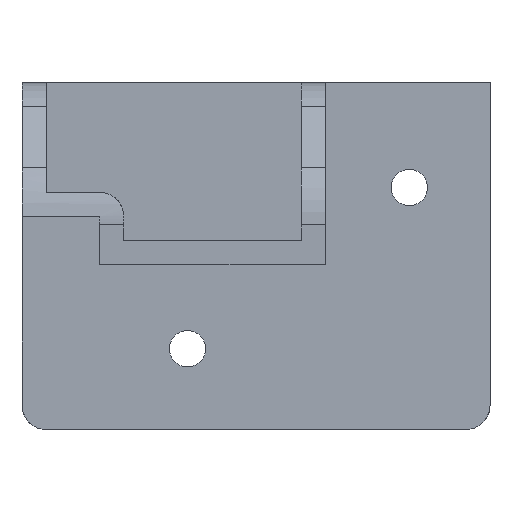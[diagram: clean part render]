
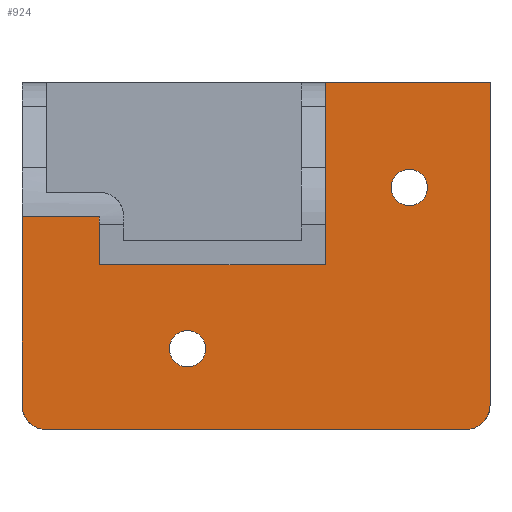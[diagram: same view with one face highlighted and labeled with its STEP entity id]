
A CAD part, front view. The second image highlights one B-rep face of the part: STEP entity #924.
In plain terms, the highlighted planar face has unit normal (0, -1, 0).
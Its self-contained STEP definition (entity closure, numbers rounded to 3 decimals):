
#15=FACE_BOUND('',#107,.T.);
#16=FACE_BOUND('',#108,.T.);
#32=PLANE('',#997);
#60=FACE_OUTER_BOUND('',#106,.T.);
#106=EDGE_LOOP('',(#644,#645,#646,#647,#648,#649,#650,#651,#652,#653));
#107=EDGE_LOOP('',(#654));
#108=EDGE_LOOP('',(#655));
#170=CIRCLE('',#996,3.);
#171=CIRCLE('',#998,3.);
#172=CIRCLE('',#999,2.25);
#173=CIRCLE('',#1000,2.25);
#225=LINE('',#1421,#309);
#226=LINE('',#1425,#310);
#227=LINE('',#1427,#311);
#228=LINE('',#1429,#312);
#229=LINE('',#1431,#313);
#230=LINE('',#1433,#314);
#231=LINE('',#1435,#315);
#232=LINE('',#1436,#316);
#309=VECTOR('',#1119,10.);
#310=VECTOR('',#1122,10.);
#311=VECTOR('',#1123,10.);
#312=VECTOR('',#1124,10.);
#313=VECTOR('',#1125,10.);
#314=VECTOR('',#1126,10.);
#315=VECTOR('',#1127,10.);
#316=VECTOR('',#1128,10.);
#402=VERTEX_POINT('',#1405);
#403=VERTEX_POINT('',#1407);
#405=VERTEX_POINT('',#1420);
#406=VERTEX_POINT('',#1422);
#407=VERTEX_POINT('',#1424);
#408=VERTEX_POINT('',#1426);
#409=VERTEX_POINT('',#1428);
#410=VERTEX_POINT('',#1430);
#411=VERTEX_POINT('',#1432);
#412=VERTEX_POINT('',#1434);
#413=VERTEX_POINT('',#1437);
#414=VERTEX_POINT('',#1439);
#499=EDGE_CURVE('',#402,#403,#170,.T.);
#502=EDGE_CURVE('',#402,#405,#225,.T.);
#503=EDGE_CURVE('',#406,#405,#171,.T.);
#504=EDGE_CURVE('',#406,#407,#226,.T.);
#505=EDGE_CURVE('',#407,#408,#227,.T.);
#506=EDGE_CURVE('',#408,#409,#228,.T.);
#507=EDGE_CURVE('',#409,#410,#229,.T.);
#508=EDGE_CURVE('',#410,#411,#230,.T.);
#509=EDGE_CURVE('',#411,#412,#231,.T.);
#510=EDGE_CURVE('',#412,#403,#232,.T.);
#511=EDGE_CURVE('',#413,#413,#172,.T.);
#512=EDGE_CURVE('',#414,#414,#173,.T.);
#644=ORIENTED_EDGE('',*,*,#499,.F.);
#645=ORIENTED_EDGE('',*,*,#502,.T.);
#646=ORIENTED_EDGE('',*,*,#503,.F.);
#647=ORIENTED_EDGE('',*,*,#504,.T.);
#648=ORIENTED_EDGE('',*,*,#505,.T.);
#649=ORIENTED_EDGE('',*,*,#506,.T.);
#650=ORIENTED_EDGE('',*,*,#507,.T.);
#651=ORIENTED_EDGE('',*,*,#508,.T.);
#652=ORIENTED_EDGE('',*,*,#509,.T.);
#653=ORIENTED_EDGE('',*,*,#510,.T.);
#654=ORIENTED_EDGE('',*,*,#511,.T.);
#655=ORIENTED_EDGE('',*,*,#512,.T.);
#924=ADVANCED_FACE('',(#60,#15,#16),#32,.T.);
#996=AXIS2_PLACEMENT_3D('',#1408,#1114,#1115);
#997=AXIS2_PLACEMENT_3D('',#1419,#1117,#1118);
#998=AXIS2_PLACEMENT_3D('',#1423,#1120,#1121);
#999=AXIS2_PLACEMENT_3D('',#1438,#1129,#1130);
#1000=AXIS2_PLACEMENT_3D('',#1440,#1131,#1132);
#1114=DIRECTION('center_axis',(0.,1.,0.));
#1115=DIRECTION('ref_axis',(-0.707,0.,-0.707));
#1117=DIRECTION('center_axis',(0.,-1.,0.));
#1118=DIRECTION('ref_axis',(0.,0.,-1.));
#1119=DIRECTION('',(1.,0.,0.));
#1120=DIRECTION('center_axis',(0.,1.,0.));
#1121=DIRECTION('ref_axis',(0.707,0.,-0.707));
#1122=DIRECTION('',(0.,0.,1.));
#1123=DIRECTION('',(-1.,0.,0.));
#1124=DIRECTION('',(0.,0.,-1.));
#1125=DIRECTION('',(-1.,0.,0.));
#1126=DIRECTION('',(0.,0.,1.));
#1127=DIRECTION('',(-1.,0.,0.));
#1128=DIRECTION('',(0.,0.,-1.));
#1129=DIRECTION('center_axis',(0.,1.,0.));
#1130=DIRECTION('ref_axis',(1.,0.,0.));
#1131=DIRECTION('center_axis',(0.,1.,0.));
#1132=DIRECTION('ref_axis',(1.,0.,0.));
#1405=CARTESIAN_POINT('',(-26.,0.,-21.5));
#1407=CARTESIAN_POINT('',(-29.,0.,-18.5));
#1408=CARTESIAN_POINT('Origin',(-26.,0.,-18.5));
#1419=CARTESIAN_POINT('Origin',(0.,0.,0.));
#1420=CARTESIAN_POINT('',(26.,0.,-21.5));
#1421=CARTESIAN_POINT('',(-29.,0.,-21.5));
#1422=CARTESIAN_POINT('',(29.,0.,-18.5));
#1423=CARTESIAN_POINT('Origin',(26.,0.,-18.5));
#1424=CARTESIAN_POINT('',(29.,0.,21.5));
#1425=CARTESIAN_POINT('',(29.,0.,-21.5));
#1426=CARTESIAN_POINT('',(8.6,0.,21.5));
#1427=CARTESIAN_POINT('',(29.,0.,21.5));
#1428=CARTESIAN_POINT('',(8.6,0.,-1.1));
#1429=CARTESIAN_POINT('',(8.6,0.,-0.55));
#1430=CARTESIAN_POINT('',(-19.4,0.,-1.1));
#1431=CARTESIAN_POINT('',(2.8,0.,-1.1));
#1432=CARTESIAN_POINT('',(-19.4,0.,4.9));
#1433=CARTESIAN_POINT('',(-19.4,0.,2.45));
#1434=CARTESIAN_POINT('',(-29.,0.,4.9));
#1435=CARTESIAN_POINT('',(-14.5,0.,4.9));
#1436=CARTESIAN_POINT('',(-29.,0.,21.5));
#1437=CARTESIAN_POINT('',(16.75,0.,8.5));
#1438=CARTESIAN_POINT('Origin',(19.,0.,8.5));
#1439=CARTESIAN_POINT('',(-10.75,0.,-11.5));
#1440=CARTESIAN_POINT('Origin',(-8.5,0.,-11.5));
